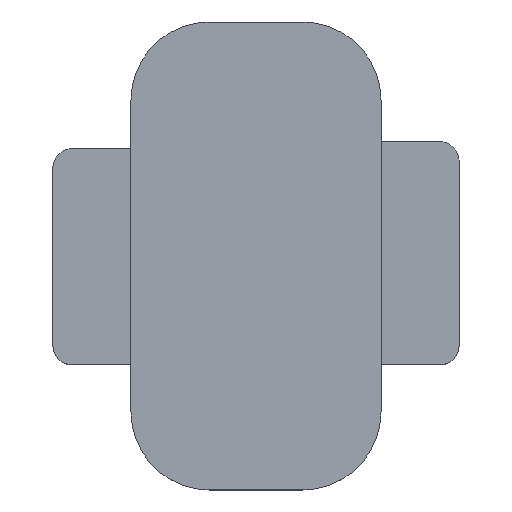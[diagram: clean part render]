
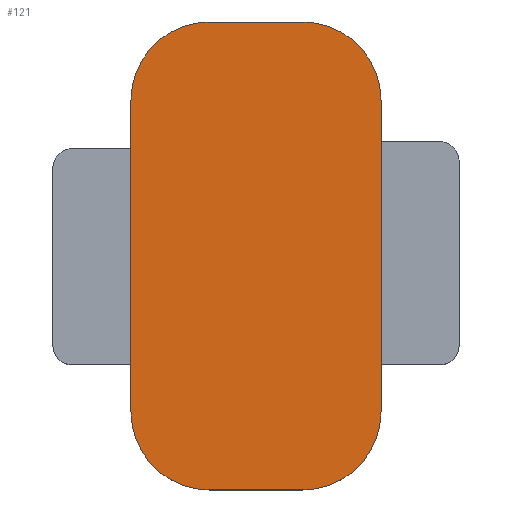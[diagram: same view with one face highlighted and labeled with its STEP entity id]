
A CAD part, top view. The second image highlights one B-rep face of the part: STEP entity #121.
In plain terms, the highlighted planar face has unit normal (0, 0, 1).
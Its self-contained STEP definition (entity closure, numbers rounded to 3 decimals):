
#22 = VERTEX_POINT('',#23);
#23 = CARTESIAN_POINT('',(6.8,-12.05,23.2));
#41 = VERTEX_POINT('',#42);
#42 = CARTESIAN_POINT('',(5.8,-13.05,23.2));
#48 = EDGE_CURVE('',#22,#41,#49,.T.);
#49 = CIRCLE('',#50,1.);
#50 = AXIS2_PLACEMENT_3D('',#51,#52,#53);
#51 = CARTESIAN_POINT('',(5.8,-12.05,23.2));
#52 = DIRECTION('',(0.,0.,-1.));
#53 = DIRECTION('',(1.,0.,0.));
#64 = VERTEX_POINT('',#65);
#65 = CARTESIAN_POINT('',(6.8,-11.45,23.2));
#73 = EDGE_CURVE('',#64,#22,#74,.T.);
#74 = LINE('',#75,#76);
#75 = CARTESIAN_POINT('',(6.8,-11.45,23.2));
#76 = VECTOR('',#77,1.);
#77 = DIRECTION('',(0.,-1.,0.));
#104 = VERTEX_POINT('',#105);
#105 = CARTESIAN_POINT('',(4.6,-13.05,23.2));
#111 = EDGE_CURVE('',#41,#104,#112,.T.);
#112 = LINE('',#113,#114);
#113 = CARTESIAN_POINT('',(5.8,-13.05,23.2));
#114 = VECTOR('',#115,1.);
#115 = DIRECTION('',(-1.,0.,0.));
#121 = ADVANCED_FACE('',(#122),#200,.T.);
#122 = FACE_BOUND('',#123,.F.);
#123 = EDGE_LOOP('',(#124,#133,#141,#149,#157,#166,#174,#183,#191,#197,
    #198,#199));
#124 = ORIENTED_EDGE('',*,*,#125,.T.);
#125 = EDGE_CURVE('',#104,#126,#128,.T.);
#126 = VERTEX_POINT('',#127);
#127 = CARTESIAN_POINT('',(3.6,-12.05,23.2));
#128 = CIRCLE('',#129,1.);
#129 = AXIS2_PLACEMENT_3D('',#130,#131,#132);
#130 = CARTESIAN_POINT('',(4.6,-12.05,23.2));
#131 = DIRECTION('',(0.,0.,-1.));
#132 = DIRECTION('',(1.,0.,0.));
#133 = ORIENTED_EDGE('',*,*,#134,.T.);
#134 = EDGE_CURVE('',#126,#135,#137,.T.);
#135 = VERTEX_POINT('',#136);
#136 = CARTESIAN_POINT('',(3.6,-11.45,23.2));
#137 = LINE('',#138,#139);
#138 = CARTESIAN_POINT('',(3.6,-8.681,23.2));
#139 = VECTOR('',#140,1.);
#140 = DIRECTION('',(0.,1.,0.));
#141 = ORIENTED_EDGE('',*,*,#142,.T.);
#142 = EDGE_CURVE('',#135,#143,#145,.T.);
#143 = VERTEX_POINT('',#144);
#144 = CARTESIAN_POINT('',(3.6,-8.681,23.2));
#145 = LINE('',#146,#147);
#146 = CARTESIAN_POINT('',(3.6,-8.681,23.2));
#147 = VECTOR('',#148,1.);
#148 = DIRECTION('',(0.,1.,0.));
#149 = ORIENTED_EDGE('',*,*,#150,.T.);
#150 = EDGE_CURVE('',#143,#151,#153,.T.);
#151 = VERTEX_POINT('',#152);
#152 = CARTESIAN_POINT('',(3.6,-8.06,23.2));
#153 = LINE('',#154,#155);
#154 = CARTESIAN_POINT('',(3.6,-8.681,23.2));
#155 = VECTOR('',#156,1.);
#156 = DIRECTION('',(0.,1.,0.));
#157 = ORIENTED_EDGE('',*,*,#158,.T.);
#158 = EDGE_CURVE('',#151,#159,#161,.T.);
#159 = VERTEX_POINT('',#160);
#160 = CARTESIAN_POINT('',(4.6,-7.06,23.2));
#161 = CIRCLE('',#162,1.);
#162 = AXIS2_PLACEMENT_3D('',#163,#164,#165);
#163 = CARTESIAN_POINT('',(4.6,-8.06,23.2));
#164 = DIRECTION('',(0.,0.,-1.));
#165 = DIRECTION('',(1.,0.,0.));
#166 = ORIENTED_EDGE('',*,*,#167,.T.);
#167 = EDGE_CURVE('',#159,#168,#170,.T.);
#168 = VERTEX_POINT('',#169);
#169 = CARTESIAN_POINT('',(5.8,-7.06,23.2));
#170 = LINE('',#171,#172);
#171 = CARTESIAN_POINT('',(4.6,-7.06,23.2));
#172 = VECTOR('',#173,1.);
#173 = DIRECTION('',(1.,0.,0.));
#174 = ORIENTED_EDGE('',*,*,#175,.T.);
#175 = EDGE_CURVE('',#168,#176,#178,.T.);
#176 = VERTEX_POINT('',#177);
#177 = CARTESIAN_POINT('',(6.8,-8.06,23.2));
#178 = CIRCLE('',#179,1.);
#179 = AXIS2_PLACEMENT_3D('',#180,#181,#182);
#180 = CARTESIAN_POINT('',(5.8,-8.06,23.2));
#181 = DIRECTION('',(0.,0.,-1.));
#182 = DIRECTION('',(1.,0.,0.));
#183 = ORIENTED_EDGE('',*,*,#184,.T.);
#184 = EDGE_CURVE('',#176,#185,#187,.T.);
#185 = VERTEX_POINT('',#186);
#186 = CARTESIAN_POINT('',(6.8,-8.593,23.2));
#187 = LINE('',#188,#189);
#188 = CARTESIAN_POINT('',(6.8,-11.45,23.2));
#189 = VECTOR('',#190,1.);
#190 = DIRECTION('',(0.,-1.,0.));
#191 = ORIENTED_EDGE('',*,*,#192,.T.);
#192 = EDGE_CURVE('',#185,#64,#193,.T.);
#193 = LINE('',#194,#195);
#194 = CARTESIAN_POINT('',(6.8,-11.45,23.2));
#195 = VECTOR('',#196,1.);
#196 = DIRECTION('',(0.,-1.,0.));
#197 = ORIENTED_EDGE('',*,*,#73,.T.);
#198 = ORIENTED_EDGE('',*,*,#48,.T.);
#199 = ORIENTED_EDGE('',*,*,#111,.T.);
#200 = PLANE('',#201);
#201 = AXIS2_PLACEMENT_3D('',#202,#203,#204);
#202 = CARTESIAN_POINT('',(5.2,-10.055,23.2));
#203 = DIRECTION('',(0.,0.,1.));
#204 = DIRECTION('',(1.,0.,0.));
